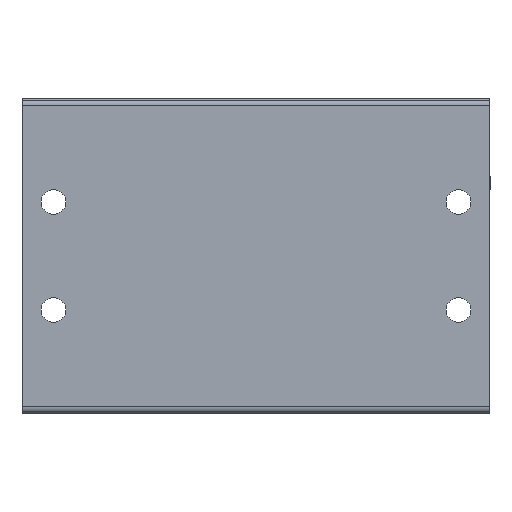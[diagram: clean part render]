
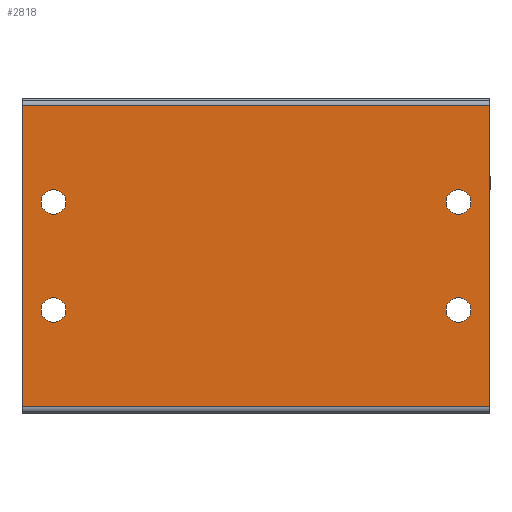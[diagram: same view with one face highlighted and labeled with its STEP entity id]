
A CAD part, front view. The second image highlights one B-rep face of the part: STEP entity #2818.
In plain terms, the highlighted face is planar.
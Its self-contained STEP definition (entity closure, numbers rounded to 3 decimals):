
#141=CARTESIAN_POINT('',(58.25,-17.,-10.0));
#142=VERTEX_POINT('',#141);
#151=CARTESIAN_POINT('',(63.75,-17.,-10.0));
#152=VERTEX_POINT('',#151);
#153=CARTESIAN_POINT('',(61.,-17.,-10.0));
#154=DIRECTION('',(0.0,0.0,1.0));
#155=DIRECTION('',(-1.0,0.0,0.0));
#156=AXIS2_PLACEMENT_3D('',#153,#154,#155);
#157=CIRCLE('',#156,2.75);
#158=EDGE_CURVE('',#152,#142,#157,.T.);
#183=CARTESIAN_POINT('',(-31.75,-17.0,-10.0));
#184=VERTEX_POINT('',#183);
#193=CARTESIAN_POINT('',(-26.25,-17.0,-10.0));
#194=VERTEX_POINT('',#193);
#195=CARTESIAN_POINT('',(-29.,-17.0,-10.0));
#196=DIRECTION('',(0.0,0.0,1.0));
#197=DIRECTION('',(-1.0,0.0,0.0));
#198=AXIS2_PLACEMENT_3D('',#195,#196,#197);
#199=CIRCLE('',#198,2.75);
#200=EDGE_CURVE('',#194,#184,#199,.T.);
#225=CARTESIAN_POINT('',(-31.75,7.,-10.0));
#226=VERTEX_POINT('',#225);
#235=CARTESIAN_POINT('',(-26.25,7.,-10.0));
#236=VERTEX_POINT('',#235);
#237=CARTESIAN_POINT('',(-29.,7.,-10.0));
#238=DIRECTION('',(0.0,0.0,1.0));
#239=DIRECTION('',(-1.0,0.0,0.0));
#240=AXIS2_PLACEMENT_3D('',#237,#238,#239);
#241=CIRCLE('',#240,2.75);
#242=EDGE_CURVE('',#236,#226,#241,.T.);
#267=CARTESIAN_POINT('',(58.25,7.,-10.0));
#268=VERTEX_POINT('',#267);
#277=CARTESIAN_POINT('',(63.75,7.,-10.0));
#278=VERTEX_POINT('',#277);
#279=CARTESIAN_POINT('',(61.,7.,-10.0));
#280=DIRECTION('',(0.0,0.0,1.0));
#281=DIRECTION('',(-1.0,0.0,0.0));
#282=AXIS2_PLACEMENT_3D('',#279,#280,#281);
#283=CIRCLE('',#282,2.75);
#284=EDGE_CURVE('',#278,#268,#283,.T.);
#2571=CARTESIAN_POINT('',(-36.0,-38.5,-10.0));
#2572=VERTEX_POINT('',#2571);
#2580=CARTESIAN_POINT('',(68.,-38.5,-10.0));
#2581=VERTEX_POINT('',#2580);
#2582=CARTESIAN_POINT('',(-36.0,-38.5,-10.0));
#2583=DIRECTION('',(1.0,0.0,0.0));
#2584=VECTOR('',#2583,104.);
#2585=LINE('',#2582,#2584);
#2586=EDGE_CURVE('',#2572,#2581,#2585,.T.);
#2697=CARTESIAN_POINT('',(68.0,28.5,-10.0));
#2698=VERTEX_POINT('',#2697);
#2706=CARTESIAN_POINT('',(-36.0,28.5,-10.0));
#2707=VERTEX_POINT('',#2706);
#2708=CARTESIAN_POINT('',(68.0,28.5,-10.0));
#2709=DIRECTION('',(-1.0,0.0,0.0));
#2710=VECTOR('',#2709,104.0);
#2711=LINE('',#2708,#2710);
#2712=EDGE_CURVE('',#2698,#2707,#2711,.T.);
#2757=CARTESIAN_POINT('',(16.,-5.0,-10.0));
#2758=DIRECTION('',(0.0,0.0,1.0));
#2759=DIRECTION('',(1.0,0.0,0.0));
#2760=AXIS2_PLACEMENT_3D('',#2757,#2758,#2759);
#2761=PLANE('',#2760);
#2762=ORIENTED_EDGE('',*,*,#2712,.F.);
#2763=CARTESIAN_POINT('',(68.,-38.5,-10.0));
#2764=DIRECTION('',(0.0,1.0,0.0));
#2765=VECTOR('',#2764,67.0);
#2766=LINE('',#2763,#2765);
#2767=EDGE_CURVE('',#2581,#2698,#2766,.T.);
#2768=ORIENTED_EDGE('',*,*,#2767,.F.);
#2769=ORIENTED_EDGE('',*,*,#2586,.F.);
#2770=CARTESIAN_POINT('',(-36.0,28.5,-10.0));
#2771=DIRECTION('',(0.0,-1.0,0.0));
#2772=VECTOR('',#2771,67.0);
#2773=LINE('',#2770,#2772);
#2774=EDGE_CURVE('',#2707,#2572,#2773,.T.);
#2775=ORIENTED_EDGE('',*,*,#2774,.F.);
#2776=EDGE_LOOP('',(#2762,#2768,#2769,#2775));
#2777=FACE_OUTER_BOUND('',#2776,.T.);
#2778=ORIENTED_EDGE('',*,*,#158,.T.);
#2779=CARTESIAN_POINT('',(61.,-17.,-10.0));
#2780=DIRECTION('',(0.0,0.0,1.0));
#2781=DIRECTION('',(-1.0,0.0,0.0));
#2782=AXIS2_PLACEMENT_3D('',#2779,#2780,#2781);
#2783=CIRCLE('',#2782,2.75);
#2784=EDGE_CURVE('',#142,#152,#2783,.T.);
#2785=ORIENTED_EDGE('',*,*,#2784,.T.);
#2786=EDGE_LOOP('',(#2778,#2785));
#2787=FACE_BOUND('',#2786,.T.);
#2788=ORIENTED_EDGE('',*,*,#200,.T.);
#2789=CARTESIAN_POINT('',(-29.,-17.0,-10.0));
#2790=DIRECTION('',(0.0,0.0,1.0));
#2791=DIRECTION('',(-1.0,0.0,0.0));
#2792=AXIS2_PLACEMENT_3D('',#2789,#2790,#2791);
#2793=CIRCLE('',#2792,2.75);
#2794=EDGE_CURVE('',#184,#194,#2793,.T.);
#2795=ORIENTED_EDGE('',*,*,#2794,.T.);
#2796=EDGE_LOOP('',(#2788,#2795));
#2797=FACE_BOUND('',#2796,.T.);
#2798=ORIENTED_EDGE('',*,*,#242,.T.);
#2799=CARTESIAN_POINT('',(-29.,7.,-10.0));
#2800=DIRECTION('',(0.0,0.0,1.0));
#2801=DIRECTION('',(-1.0,0.0,0.0));
#2802=AXIS2_PLACEMENT_3D('',#2799,#2800,#2801);
#2803=CIRCLE('',#2802,2.75);
#2804=EDGE_CURVE('',#226,#236,#2803,.T.);
#2805=ORIENTED_EDGE('',*,*,#2804,.T.);
#2806=EDGE_LOOP('',(#2798,#2805));
#2807=FACE_BOUND('',#2806,.T.);
#2808=ORIENTED_EDGE('',*,*,#284,.T.);
#2809=CARTESIAN_POINT('',(61.,7.,-10.0));
#2810=DIRECTION('',(0.0,0.0,1.0));
#2811=DIRECTION('',(-1.0,0.0,0.0));
#2812=AXIS2_PLACEMENT_3D('',#2809,#2810,#2811);
#2813=CIRCLE('',#2812,2.75);
#2814=EDGE_CURVE('',#268,#278,#2813,.T.);
#2815=ORIENTED_EDGE('',*,*,#2814,.T.);
#2816=EDGE_LOOP('',(#2808,#2815));
#2817=FACE_BOUND('',#2816,.T.);
#2818=ADVANCED_FACE('',(#2777,#2787,#2797,#2807,#2817),#2761,.F.);
